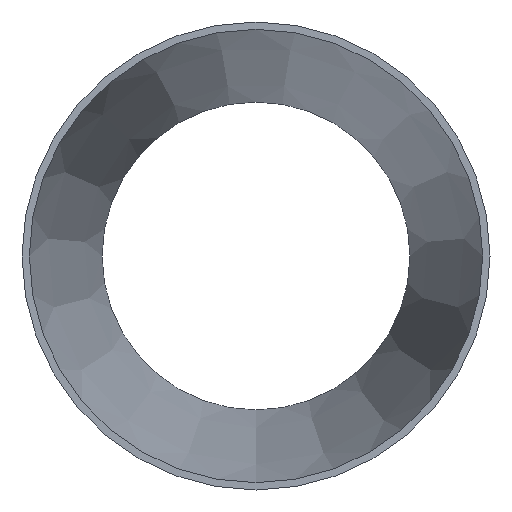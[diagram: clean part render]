
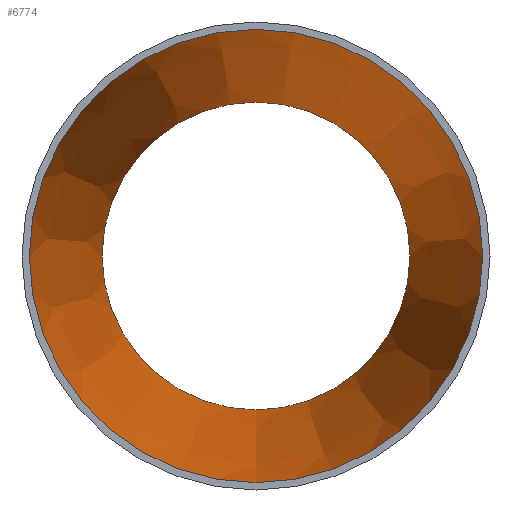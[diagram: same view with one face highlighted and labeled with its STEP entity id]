
A CAD part, front view. The second image highlights one B-rep face of the part: STEP entity #6774.
In plain terms, the highlighted conical face has half-angle 8.448 degrees and reference radius 62.478 mm.
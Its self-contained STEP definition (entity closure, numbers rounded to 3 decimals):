
#208 = CIRCLE ( 'NONE', #22090, 62.478 ) ;
#3349 = ORIENTED_EDGE ( 'NONE', *, *, #25468, .F. ) ;
#3820 = AXIS2_PLACEMENT_3D ( 'NONE', #4402, #16333, #19665 ) ;
#3981 = VERTEX_POINT ( 'NONE', #31560 ) ;
#4402 = CARTESIAN_POINT ( 'NONE',  ( 0., 135., 0. ) ) ;
#5035 = DIRECTION ( 'NONE',  ( 0., 0., -1. ) ) ;
#6774 = ADVANCED_FACE ( 'NONE', ( #25562, #27927 ), #24536, .F. ) ;
#9611 = EDGE_LOOP ( 'NONE', ( #17591 ) ) ;
#11996 = DIRECTION ( 'NONE',  ( 0., -1., 0. ) ) ;
#15314 = EDGE_CURVE ( 'NONE', #3981, #3981, #208, .T. ) ;
#15692 = AXIS2_PLACEMENT_3D ( 'NONE', #31634, #28718, #25374 ) ;
#16333 = DIRECTION ( 'NONE',  ( 0., -1., 0. ) ) ;
#17591 = ORIENTED_EDGE ( 'NONE', *, *, #15314, .T. ) ;
#19665 = DIRECTION ( 'NONE',  ( 0., 0., -1. ) ) ;
#22090 = AXIS2_PLACEMENT_3D ( 'NONE', #38441, #11996, #5035 ) ;
#22551 = CARTESIAN_POINT ( 'NONE',  ( 0., 135., -42.428 ) ) ;
#24536 = CONICAL_SURFACE ( 'NONE', #15692, 62.478, 0.147 ) ;
#25374 = DIRECTION ( 'NONE',  ( 0., 0., -1. ) ) ;
#25468 = EDGE_CURVE ( 'NONE', #31173, #31173, #32609, .T. ) ;
#25562 = FACE_BOUND ( 'NONE', #37972, .T. ) ;
#27927 = FACE_OUTER_BOUND ( 'NONE', #9611, .T. ) ;
#28718 = DIRECTION ( 'NONE',  ( 0., -1., 0. ) ) ;
#31173 = VERTEX_POINT ( 'NONE', #22551 ) ;
#31560 = CARTESIAN_POINT ( 'NONE',  ( 0., 0., -62.478 ) ) ;
#31634 = CARTESIAN_POINT ( 'NONE',  ( 0., 0., 0. ) ) ;
#32609 = CIRCLE ( 'NONE', #3820, 42.428 ) ;
#37972 = EDGE_LOOP ( 'NONE', ( #3349 ) ) ;
#38441 = CARTESIAN_POINT ( 'NONE',  ( 0., 0., 0. ) ) ;
